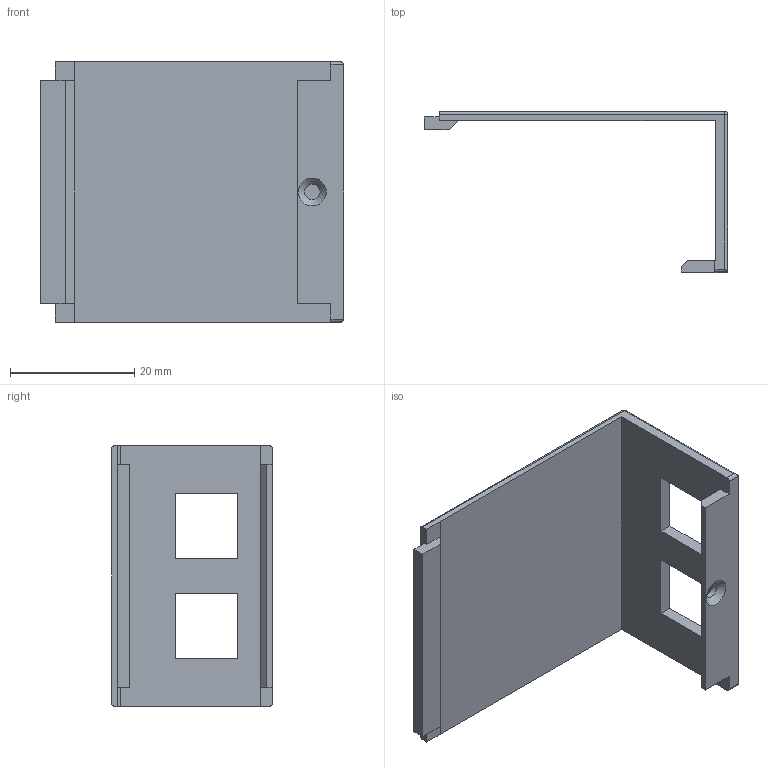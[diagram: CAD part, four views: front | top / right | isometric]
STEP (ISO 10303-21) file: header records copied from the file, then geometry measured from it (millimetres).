
FILE_DESCRIPTION(('FreeCAD Model'),'2;1');
FILE_NAME('Open CASCADE Shape Model','2025-12-27T18:41:01',(''),(''), 'Open CASCADE STEP processor 7.7','FreeCAD','Unknown');
FILE_SCHEMA(('AUTOMOTIVE_DESIGN { 1 0 10303 214 1 1 1 1 }'));
Length unit declared in the file: millimetre
Products named in the file (1): Chamfer003
Bounding box: 48.91 x 25.95 x 42 mm (x, y, z)
Volume: 5047.1 mm3; surface area: 6682 mm2
Topology: 1 solids, 1 shells, 44 faces, 119 edges, 75 vertices
Faces by surface type: plane 33, cylinder 8, sphere 2, cone 1
Full cylindrical faces by diameter (mm): 2.5 x1
Entity records: 1378 total; most frequent: CARTESIAN_POINT 237, ORIENTED_EDGE 234, DIRECTION 222, EDGE_CURVE 117, LINE 102, VECTOR 102, VERTEX_POINT 75, AXIS2_PLACEMENT_3D 60
